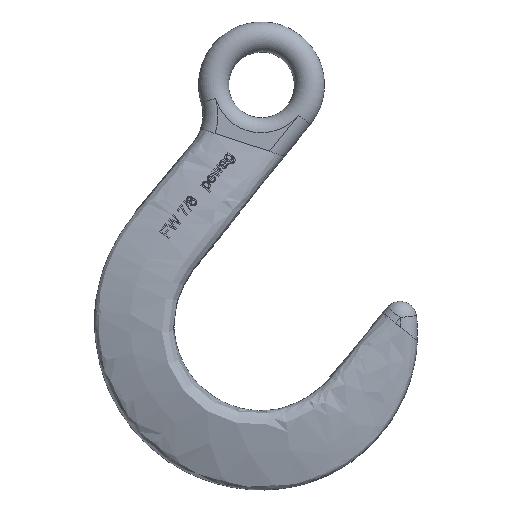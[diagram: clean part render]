
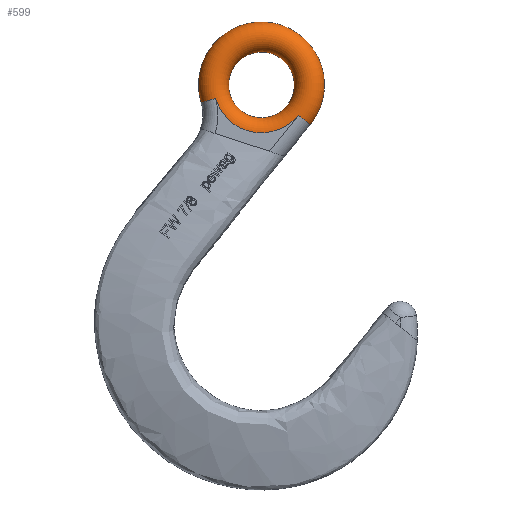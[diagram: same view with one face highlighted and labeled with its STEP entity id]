
A CAD part, top view. The second image highlights one B-rep face of the part: STEP entity #599.
In plain terms, the highlighted toroidal (fillet/blend) face has major radius 17.5 mm and minor radius 5.5 mm.
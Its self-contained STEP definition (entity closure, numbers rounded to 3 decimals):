
#127=TOROIDAL_SURFACE('',#3312,17.5,5.5);
#585=CIRCLE('',#3303,17.5);
#587=CIRCLE('',#3306,5.5);
#589=CIRCLE('',#3309,5.5);
#590=CIRCLE('',#3311,17.5);
#599=ADVANCED_FACE('',(#793),#127,.T.);
#793=FACE_OUTER_BOUND('',#995,.T.);
#995=EDGE_LOOP('',(#1310,#1311,#1312,#1313));
#1310=ORIENTED_EDGE('',*,*,#2557,.T.);
#1311=ORIENTED_EDGE('',*,*,#2554,.F.);
#1312=ORIENTED_EDGE('',*,*,#2562,.T.);
#1313=ORIENTED_EDGE('',*,*,#2563,.T.);
#2240=VERTEX_POINT('',#6026);
#2241=VERTEX_POINT('',#6027);
#2242=VERTEX_POINT('',#6032);
#2245=VERTEX_POINT('',#6058);
#2554=EDGE_CURVE('',#2240,#2241,#585,.T.);
#2557=EDGE_CURVE('',#2242,#2241,#587,.T.);
#2562=EDGE_CURVE('',#2240,#2245,#589,.T.);
#2563=EDGE_CURVE('',#2245,#2242,#590,.T.);
#3303=AXIS2_PLACEMENT_3D('',#6025,#3384,#3385);
#3306=AXIS2_PLACEMENT_3D('',#6031,#3391,#3392);
#3309=AXIS2_PLACEMENT_3D('',#6059,#3398,#3399);
#3311=AXIS2_PLACEMENT_3D('',#6061,#3402,#3403);
#3312=AXIS2_PLACEMENT_3D('',#6062,#3404,#3405);
#3384=DIRECTION('',(0.,0.,-1.));
#3385=DIRECTION('',(-1.,0.,0.));
#3391=DIRECTION('',(-0.283,0.959,0.));
#3392=DIRECTION('',(-0.959,-0.283,0.));
#3398=DIRECTION('',(0.632,0.775,0.));
#3399=DIRECTION('',(-0.775,0.632,0.));
#3402=DIRECTION('',(0.,0.,-1.));
#3403=DIRECTION('',(-1.,0.,0.));
#3404=DIRECTION('',(0.,0.,-1.));
#3405=DIRECTION('',(-1.,0.,0.));
#6025=CARTESIAN_POINT('',(0.,87.,5.5));
#6026=CARTESIAN_POINT('',(13.559,75.937,5.5));
#6027=CARTESIAN_POINT('',(-16.784,82.045,5.5));
#6031=CARTESIAN_POINT('',(-16.784,82.045,0.));
#6032=CARTESIAN_POINT('',(-16.784,82.045,-5.5));
#6058=CARTESIAN_POINT('',(13.559,75.937,-5.5));
#6059=CARTESIAN_POINT('',(13.559,75.937,0.));
#6061=CARTESIAN_POINT('',(0.,87.,-5.5));
#6062=CARTESIAN_POINT('',(0.,87.,0.));
